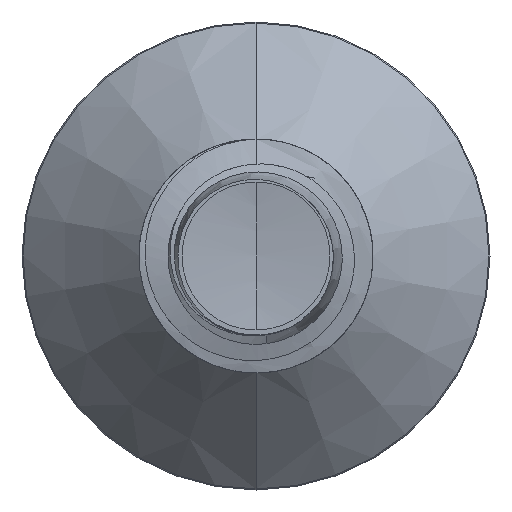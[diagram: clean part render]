
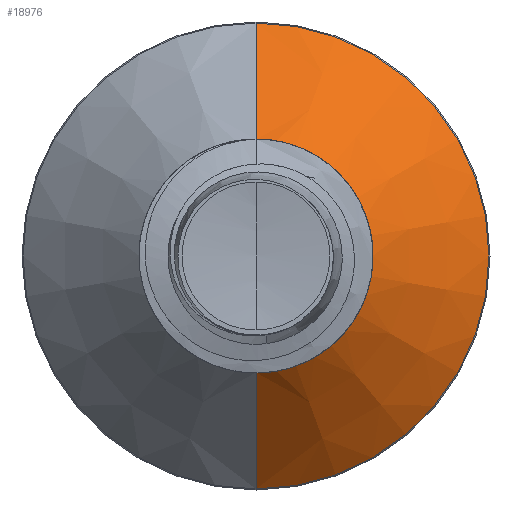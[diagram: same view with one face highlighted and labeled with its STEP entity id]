
A CAD part, front view. The second image highlights one B-rep face of the part: STEP entity #18976.
In plain terms, the highlighted conical face has half-angle 45 degrees and reference radius 0.996 mm.
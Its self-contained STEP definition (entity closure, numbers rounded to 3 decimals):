
#354 = AXIS2_PLACEMENT_3D ( 'NONE', #550, #534, #531 ) ;
#456 = CIRCLE ( 'NONE', #11101, 0.996 ) ;
#531 = DIRECTION ( 'NONE',  ( 0., 0., 1. ) ) ;
#534 = DIRECTION ( 'NONE',  ( 0., 1., 0. ) ) ;
#550 = CARTESIAN_POINT ( 'NONE',  ( 0., 8.141, 0. ) ) ;
#1416 = CARTESIAN_POINT ( 'NONE',  ( 0., 7.146, 0.996 ) ) ;
#2082 = EDGE_CURVE ( 'NONE', #10827, #6812, #3402, .T. ) ;
#2539 = EDGE_CURVE ( 'NONE', #8555, #17758, #9094, .T. ) ;
#3188 = CARTESIAN_POINT ( 'NONE',  ( 0., 8.141, -1.991 ) ) ;
#3335 = EDGE_CURVE ( 'NONE', #8555, #10827, #456, .T. ) ;
#3402 = LINE ( 'NONE', #5921, #4750 ) ;
#3969 = CARTESIAN_POINT ( 'NONE',  ( 0., 7.146, -0.996 ) ) ;
#4657 = ORIENTED_EDGE ( 'NONE', *, *, #2539, .F. ) ;
#4750 = VECTOR ( 'NONE', #5941, 1000. ) ;
#5287 = CONICAL_SURFACE ( 'NONE', #12616, 0.996, 0.785 ) ;
#5355 = EDGE_CURVE ( 'NONE', #17758, #6812, #6866, .T. ) ;
#5385 = FACE_OUTER_BOUND ( 'NONE', #15306, .T. ) ;
#5865 = CARTESIAN_POINT ( 'NONE',  ( 0., 8.141, 1.991 ) ) ;
#5921 = CARTESIAN_POINT ( 'NONE',  ( 0., 7.146, -0.996 ) ) ;
#5941 = DIRECTION ( 'NONE',  ( 0., 0.707, -0.707 ) ) ;
#6812 = VERTEX_POINT ( 'NONE', #3188 ) ;
#6866 = CIRCLE ( 'NONE', #354, 1.991 ) ;
#8172 = ORIENTED_EDGE ( 'NONE', *, *, #5355, .F. ) ;
#8555 = VERTEX_POINT ( 'NONE', #1416 ) ;
#9094 = LINE ( 'NONE', #15968, #12308 ) ;
#10135 = DIRECTION ( 'NONE',  ( 0., 1., 0. ) ) ;
#10827 = VERTEX_POINT ( 'NONE', #3969 ) ;
#11101 = AXIS2_PLACEMENT_3D ( 'NONE', #14403, #14399, #14380 ) ;
#12308 = VECTOR ( 'NONE', #15907, 1000. ) ;
#12616 = AXIS2_PLACEMENT_3D ( 'NONE', #17153, #10135, #15813 ) ;
#13268 = ORIENTED_EDGE ( 'NONE', *, *, #2082, .T. ) ;
#14380 = DIRECTION ( 'NONE',  ( 0., 0., 1. ) ) ;
#14399 = DIRECTION ( 'NONE',  ( 0., 1., 0. ) ) ;
#14403 = CARTESIAN_POINT ( 'NONE',  ( 0., 7.146, 0. ) ) ;
#15306 = EDGE_LOOP ( 'NONE', ( #17362, #13268, #8172, #4657 ) ) ;
#15813 = DIRECTION ( 'NONE',  ( 0., 0., 1. ) ) ;
#15907 = DIRECTION ( 'NONE',  ( 0., 0.707, 0.707 ) ) ;
#15968 = CARTESIAN_POINT ( 'NONE',  ( 0., 7.146, 0.996 ) ) ;
#17153 = CARTESIAN_POINT ( 'NONE',  ( 0., 7.146, 0. ) ) ;
#17362 = ORIENTED_EDGE ( 'NONE', *, *, #3335, .T. ) ;
#17758 = VERTEX_POINT ( 'NONE', #5865 ) ;
#18976 = ADVANCED_FACE ( 'NONE', ( #5385 ), #5287, .T. ) ;
